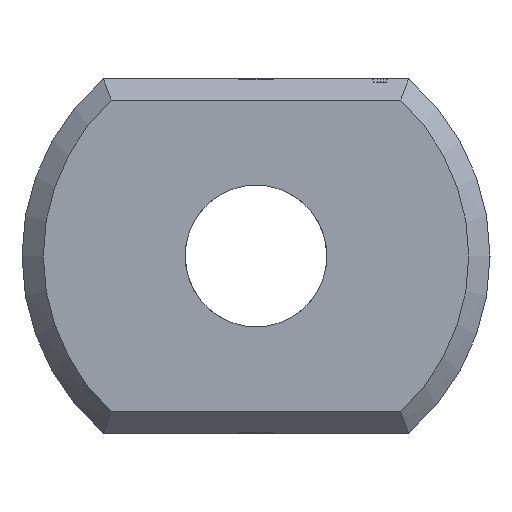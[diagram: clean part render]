
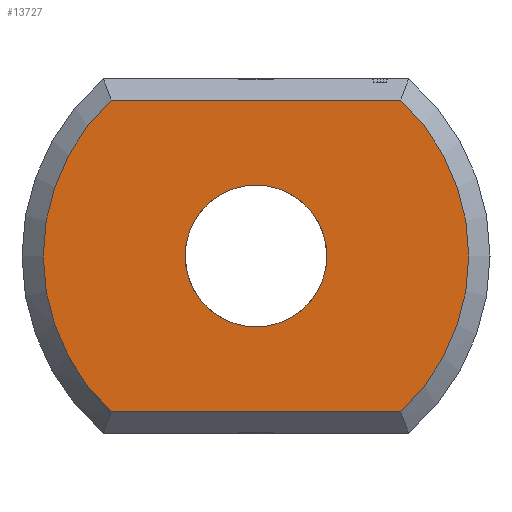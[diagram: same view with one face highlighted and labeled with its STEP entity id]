
A CAD part, left-side view. The second image highlights one B-rep face of the part: STEP entity #13727.
In plain terms, the highlighted planar face has unit normal (-1, 0, 0).
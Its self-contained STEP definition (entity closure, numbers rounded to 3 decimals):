
#3425 = VERTEX_POINT('',#3426);
#3426 = CARTESIAN_POINT('',(0.,-2.04,2.2));
#3435 = VERTEX_POINT('',#3436);
#3436 = CARTESIAN_POINT('',(0.,-2.04,-2.2));
#3443 = EDGE_CURVE('',#3425,#3435,#3444,.T.);
#3444 = CIRCLE('',#3445,3.);
#3445 = AXIS2_PLACEMENT_3D('',#3446,#3447,#3448);
#3446 = CARTESIAN_POINT('',(0.,0.,0.));
#3447 = DIRECTION('',(1.,0.,0.));
#3448 = DIRECTION('',(0.,-0.653,0.758)
  );
#3808 = VERTEX_POINT('',#3809);
#3809 = CARTESIAN_POINT('',(0.,2.04,2.2));
#3816 = EDGE_CURVE('',#3425,#3808,#3817,.T.);
#3817 = LINE('',#3818,#3819);
#3818 = CARTESIAN_POINT('',(0.,-2.154,2.2));
#3819 = VECTOR('',#3820,1.);
#3820 = DIRECTION('',(0.,1.,0.));
#13727 = ADVANCED_FACE('',(#13728,#13747),#13758,.F.);
#13728 = FACE_BOUND('',#13729,.F.);
#13729 = EDGE_LOOP('',(#13730,#13739,#13740,#13741));
#13730 = ORIENTED_EDGE('',*,*,#13731,.T.);
#13731 = EDGE_CURVE('',#13732,#3808,#13734,.T.);
#13732 = VERTEX_POINT('',#13733);
#13733 = CARTESIAN_POINT('',(0.,2.04,-2.2));
#13734 = CIRCLE('',#13735,3.);
#13735 = AXIS2_PLACEMENT_3D('',#13736,#13737,#13738);
#13736 = CARTESIAN_POINT('',(0.,0.,0.));
#13737 = DIRECTION('',(1.,0.,0.));
#13738 = DIRECTION('',(0.,0.653,-0.758)
  );
#13739 = ORIENTED_EDGE('',*,*,#3816,.F.);
#13740 = ORIENTED_EDGE('',*,*,#3443,.T.);
#13741 = ORIENTED_EDGE('',*,*,#13742,.T.);
#13742 = EDGE_CURVE('',#3435,#13732,#13743,.T.);
#13743 = LINE('',#13744,#13745);
#13744 = CARTESIAN_POINT('',(0.,-2.154,-2.2));
#13745 = VECTOR('',#13746,1.);
#13746 = DIRECTION('',(0.,1.,0.));
#13747 = FACE_BOUND('',#13748,.T.);
#13748 = EDGE_LOOP('',(#13749));
#13749 = ORIENTED_EDGE('',*,*,#13750,.T.);
#13750 = EDGE_CURVE('',#13751,#13751,#13753,.T.);
#13751 = VERTEX_POINT('',#13752);
#13752 = CARTESIAN_POINT('',(0.,1.,0.)
  );
#13753 = CIRCLE('',#13754,1.);
#13754 = AXIS2_PLACEMENT_3D('',#13755,#13756,#13757);
#13755 = CARTESIAN_POINT('',(0.,0.,0.));
#13756 = DIRECTION('',(1.,0.,0.));
#13757 = DIRECTION('',(0.,1.,0.));
#13758 = PLANE('',#13759);
#13759 = AXIS2_PLACEMENT_3D('',#13760,#13761,#13762);
#13760 = CARTESIAN_POINT('',(0.,0.,0.));
#13761 = DIRECTION('',(1.,0.,0.));
#13762 = DIRECTION('',(0.,0.,1.));
